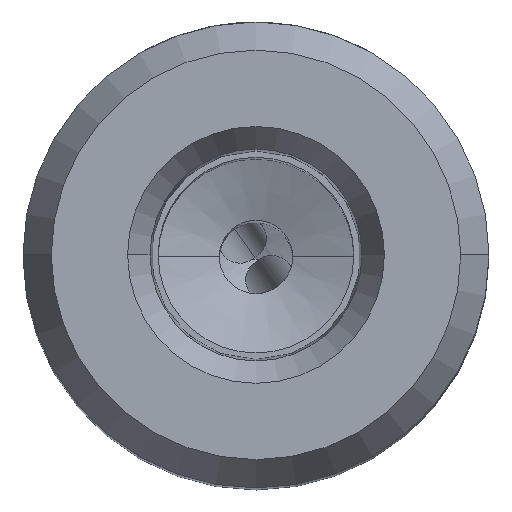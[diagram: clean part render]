
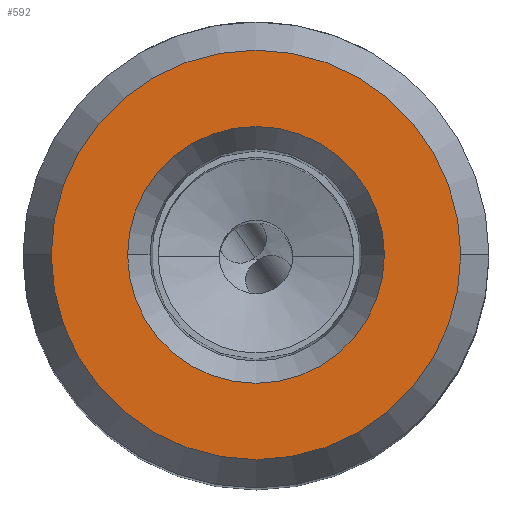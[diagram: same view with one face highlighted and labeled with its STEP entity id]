
A CAD part, top view. The second image highlights one B-rep face of the part: STEP entity #592.
In plain terms, the highlighted planar face has unit normal (0, 0, 1).
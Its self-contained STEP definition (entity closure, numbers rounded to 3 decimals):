
#176=FACE_BOUND('',#1073,.T.);
#177=FACE_BOUND('',#1074,.T.);
#209=PLANE('',#4446);
#592=ADVANCED_FACE('',(#176,#177),#209,.T.);
#1073=EDGE_LOOP('',(#1635,#1636));
#1074=EDGE_LOOP('',(#1637,#1638));
#1295=CIRCLE('',#4440,5.25);
#1296=CIRCLE('',#4442,5.25);
#1297=CIRCLE('',#4444,8.37);
#1298=CIRCLE('',#4445,8.37);
#1635=ORIENTED_EDGE('',*,*,#3344,.T.);
#1636=ORIENTED_EDGE('',*,*,#3345,.T.);
#1637=ORIENTED_EDGE('',*,*,#3346,.T.);
#1638=ORIENTED_EDGE('',*,*,#3347,.T.);
#2850=VERTEX_POINT('',#6419);
#2851=VERTEX_POINT('',#6421);
#2852=VERTEX_POINT('',#6427);
#2853=VERTEX_POINT('',#6428);
#3344=EDGE_CURVE('',#2850,#2851,#1295,.T.);
#3345=EDGE_CURVE('',#2851,#2850,#1296,.T.);
#3346=EDGE_CURVE('',#2852,#2853,#1297,.T.);
#3347=EDGE_CURVE('',#2853,#2852,#1298,.T.);
#4440=AXIS2_PLACEMENT_3D('',#6422,#4942,#4943);
#4442=AXIS2_PLACEMENT_3D('',#6424,#4946,#4947);
#4444=AXIS2_PLACEMENT_3D('',#6426,#4950,#4951);
#4445=AXIS2_PLACEMENT_3D('',#6429,#4952,#4953);
#4446=AXIS2_PLACEMENT_3D('',#6430,#4954,#4955);
#4942=DIRECTION('',(0.,0.,-1.));
#4943=DIRECTION('',(-1.,0.,0.));
#4946=DIRECTION('',(0.,0.,-1.));
#4947=DIRECTION('',(1.,0.,0.));
#4950=DIRECTION('',(0.,0.,1.));
#4951=DIRECTION('',(-1.,0.,0.));
#4952=DIRECTION('',(0.,0.,1.));
#4953=DIRECTION('',(1.,0.,0.));
#4954=DIRECTION('',(0.,0.,1.));
#4955=DIRECTION('',(-1.,0.,0.));
#6419=CARTESIAN_POINT('',(-5.25,0.,24.5));
#6421=CARTESIAN_POINT('',(5.25,0.,24.5));
#6422=CARTESIAN_POINT('',(0.,0.,24.5));
#6424=CARTESIAN_POINT('',(0.,0.,24.5));
#6426=CARTESIAN_POINT('',(0.,0.,24.5));
#6427=CARTESIAN_POINT('',(-8.37,0.,24.5));
#6428=CARTESIAN_POINT('',(8.37,0.,24.5));
#6429=CARTESIAN_POINT('',(0.,0.,24.5));
#6430=CARTESIAN_POINT('',(0.,0.,24.5));
